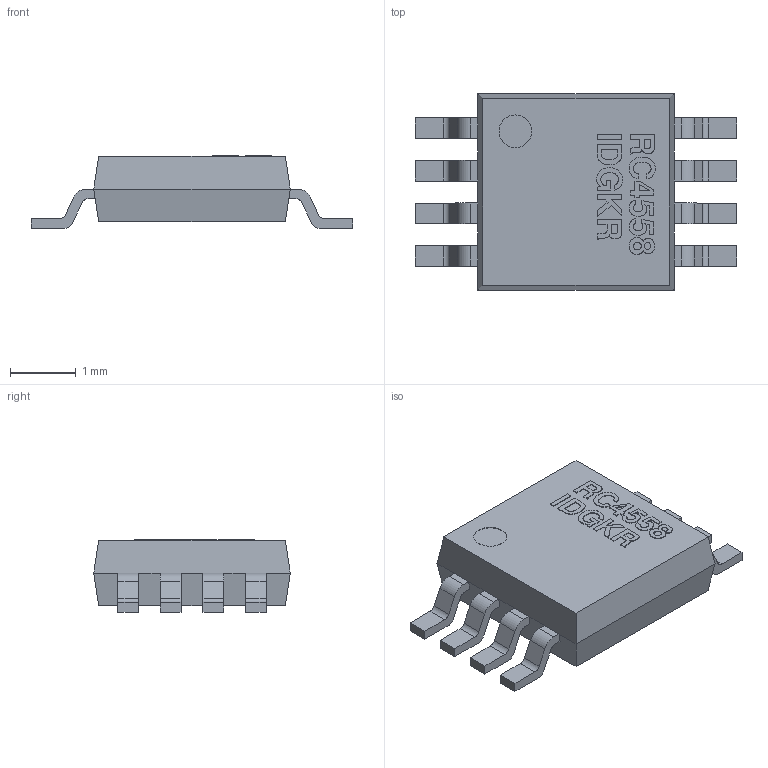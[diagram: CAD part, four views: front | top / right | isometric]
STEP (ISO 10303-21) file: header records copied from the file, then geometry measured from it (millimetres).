
FILE_DESCRIPTION(('FreeCAD Model'),'2;1');
FILE_NAME('Texas_Instruments_RC4558IDGKR.step','2019-07-23T14:28:01',( 'Author'),(''),'Open CASCADE STEP processor 7.3','FreeCAD','Unknown' );
FILE_SCHEMA(('AUTOMOTIVE_DESIGN { 1 0 10303 214 1 1 1 1 }'));
Length unit declared in the file: millimetre
Products named in the file (1): RC4558IDGKR
Bounding box: 4.9 x 3 x 1.11 mm (x, y, z)
Volume: 9 mm3; surface area: 37.3 mm2
Topology: 1 solids, 1 shells, 354 faces, 982 edges, 648 vertices
Faces by surface type: plane 171, extrusion 142, cylinder 33, bspline 8
Full cylindrical faces by diameter (mm): 0.5 x1
Entity records: 13903 total; most frequent: CARTESIAN_POINT 2941, ORIENTED_EDGE 1964, DIRECTION 1284, EDGE_CURVE 982, VECTOR 742, VERTEX_POINT 648, LINE 600, B_SPLINE_CURVE_WITH_KNOTS 458
